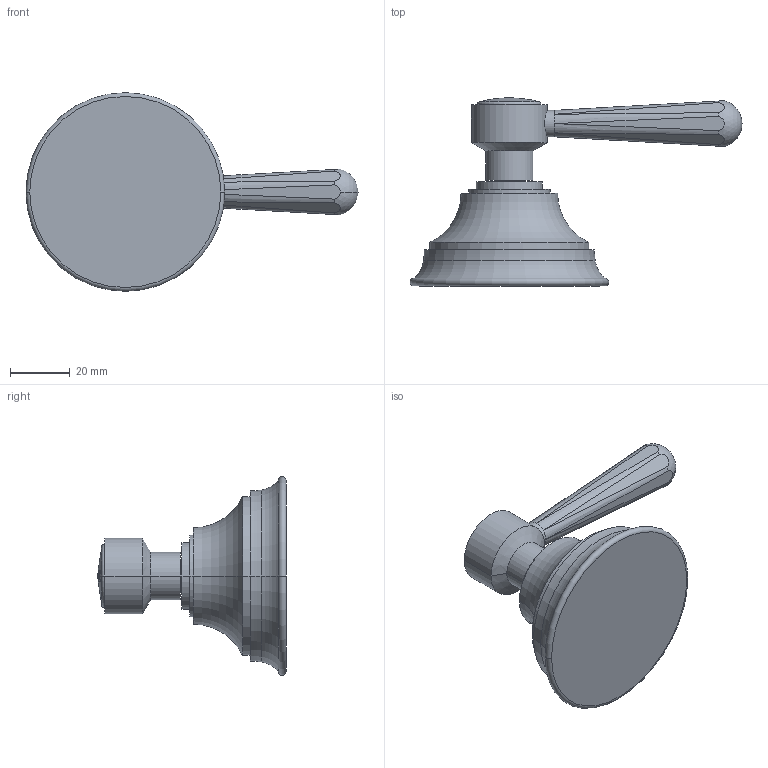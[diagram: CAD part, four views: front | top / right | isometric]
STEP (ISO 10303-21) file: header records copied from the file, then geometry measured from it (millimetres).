
FILE_DESCRIPTION((''),'2;1');
FILE_NAME('3-280LC','2021-01-01T13:49:18',('jinson.thomas'),(''),'CREO PARAMETRIC BY PTC INC, 2018400','CREO PARAMETRIC BY PTC INC, 2018400','');
FILE_SCHEMA(('CONFIG_CONTROL_DESIGN'));
Length unit declared in the file: inch
Products named in the file (1): 3-280LC
Bounding box: 111.43 x 63.12 x 66.67 mm (x, y, z)
Volume: 79335.7 mm3; surface area: 15513.1 mm2
Topology: 1 solids, 1 shells, 149 faces, 390 edges, 248 vertices
Faces by surface type: plane 65, cylinder 47, sphere 13, torus 10, bspline 8, extrusion 4, cone 2
Entity records: 5524 total; most frequent: CARTESIAN_POINT 1854, ORIENTED_EDGE 772, DIRECTION 767, EDGE_CURVE 386, AXIS2_PLACEMENT_3D 322, VERTEX_POINT 248, CIRCLE 185, EDGE_LOOP 158
